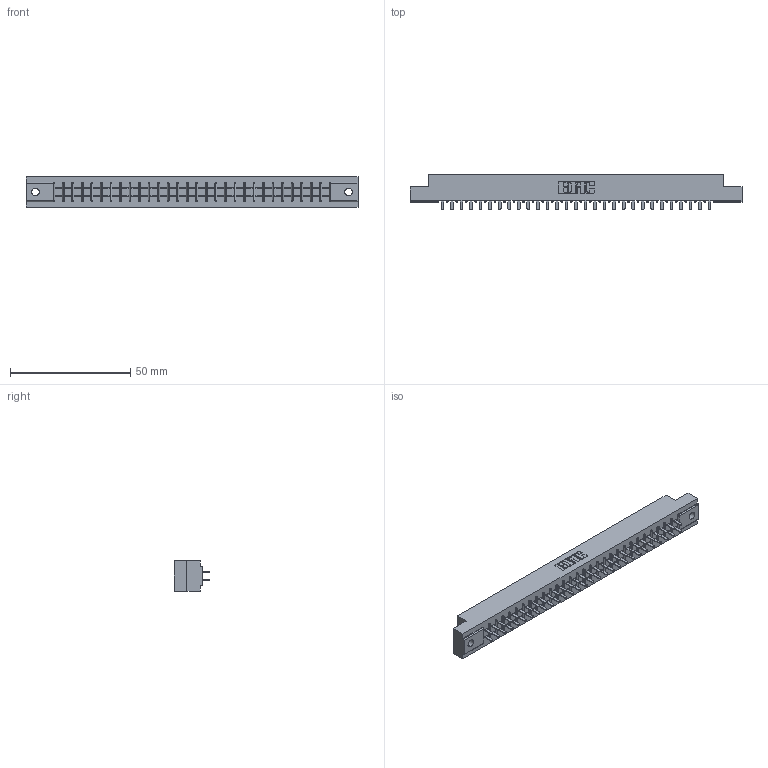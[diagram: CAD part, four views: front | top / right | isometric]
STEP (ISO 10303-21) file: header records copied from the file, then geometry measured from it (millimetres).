
FILE_DESCRIPTION (( 'STEP AP203' ), '1' );
FILE_NAME ('305-058-521-202.STEP', '2019-09-10T00:24:53', ( '' ), ( '' ), 'SwSTEP 2.0', 'SolidWorks 2016', '' );
FILE_SCHEMA (( 'CONFIG_CONTROL_DESIGN' ));
Length unit declared in the file: inch
Products named in the file (3): 305-290-001_521; 305-058-521-202; 305 Part_.128 Dia
Assembly tree (59 placements, depth 2):
  305-058-521-202
    305 Part_.128 Dia
    305-290-001_521  x58
Bounding box: 137.92 x 14.86 x 12.7 mm (x, y, z)
Volume: 14216.1 mm3; surface area: 17248.9 mm2
Topology: 59 solids, 59 shells, 2784 faces, 7943 edges, 5138 vertices
Faces by surface type: plane 1634, cylinder 1034, sphere 116
Entity records: 32864 total; most frequent: CARTESIAN_POINT 5437, ORIENTED_EDGE 5394, DIRECTION 5269, EDGE_CURVE 2697, LINE 2169, VECTOR 2169, VERTEX_POINT 1718, AXIS2_PLACEMENT_3D 1550
